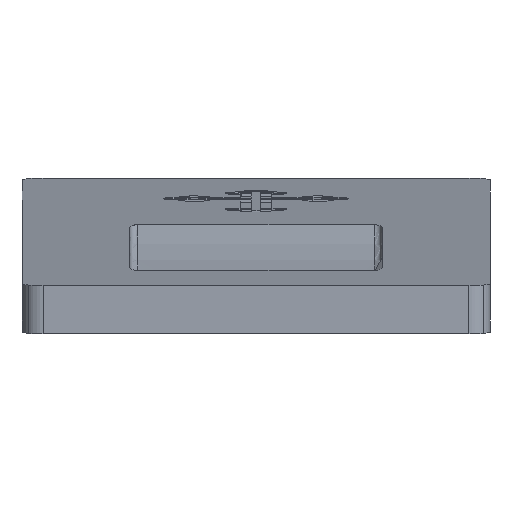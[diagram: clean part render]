
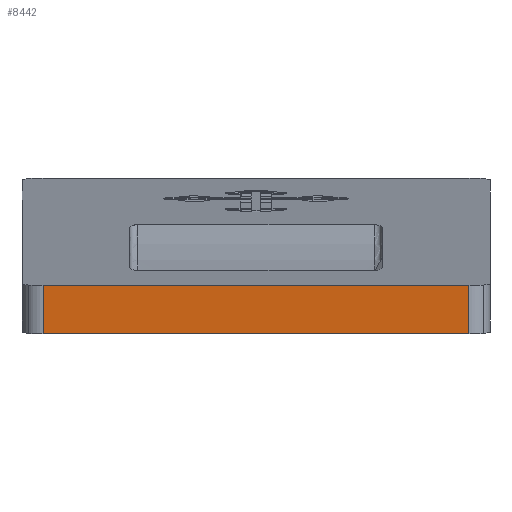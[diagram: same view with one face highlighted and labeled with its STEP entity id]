
A CAD part, front view. The second image highlights one B-rep face of the part: STEP entity #8442.
In plain terms, the highlighted planar face has unit normal (0, -0.996, -0.087).
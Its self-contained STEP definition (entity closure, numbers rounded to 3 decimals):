
#95 = EDGE_LOOP ( 'NONE', ( #26159, #23512, #20057, #23907 ) ) ;
#1160 = CARTESIAN_POINT ( 'NONE',  ( 303.9, -139.952, 38.964 ) ) ;
#2110 = CARTESIAN_POINT ( 'NONE',  ( 277.581, -139.69, 35.975 ) ) ;
#3821 = CARTESIAN_POINT ( 'NONE',  ( 277.825, -139.69, 35.975 ) ) ;
#4726 = CARTESIAN_POINT ( 'NONE',  ( 277.581, -139.952, 38.964 ) ) ;
#4884 = CARTESIAN_POINT ( 'NONE',  ( 277.581, -139.864, 37.968 ) ) ;
#7271 = VERTEX_POINT ( 'NONE', #18256 ) ;
#8373 = VECTOR ( 'NONE', #10022, 1000. ) ;
#8442 = ADVANCED_FACE ( 'NONE', ( #13304 ), #9387, .T. ) ;
#9264 = DIRECTION ( 'NONE',  ( 0., -0.996, -0.087 ) ) ;
#9387 = PLANE ( 'NONE',  #24156 ) ;
#10022 = DIRECTION ( 'NONE',  ( -1., 0., 0. ) ) ;
#11070 = DIRECTION ( 'NONE',  ( 0., -0.087, 0.996 ) ) ;
#12017 = EDGE_CURVE ( 'NONE', #17518, #7271, #19365, .T. ) ;
#12424 = EDGE_CURVE ( 'NONE', #19436, #17518, #13506, .T. ) ;
#13284 = EDGE_CURVE ( 'NONE', #7271, #16984, #13582, .T. ) ;
#13304 = FACE_OUTER_BOUND ( 'NONE', #95, .T. ) ;
#13506 = LINE ( 'NONE', #4884, #16158 ) ;
#13582 = LINE ( 'NONE', #1160, #15319 ) ;
#15319 = VECTOR ( 'NONE', #17889, 1000. ) ;
#16158 = VECTOR ( 'NONE', #11070, 1000. ) ;
#16984 = VERTEX_POINT ( 'NONE', #22591 ) ;
#17193 = CARTESIAN_POINT ( 'NONE',  ( 277.825, -139.952, 38.964 ) ) ;
#17486 = CARTESIAN_POINT ( 'NONE',  ( 304.075, -139.952, 38.964 ) ) ;
#17518 = VERTEX_POINT ( 'NONE', #4726 ) ;
#17889 = DIRECTION ( 'NONE',  ( 0., 0.087, -0.996 ) ) ;
#18256 = CARTESIAN_POINT ( 'NONE',  ( 303.9, -139.952, 38.964 ) ) ;
#19365 = LINE ( 'NONE', #17193, #24343 ) ;
#19436 = VERTEX_POINT ( 'NONE', #2110 ) ;
#20057 = ORIENTED_EDGE ( 'NONE', *, *, #24809, .F. ) ;
#21395 = DIRECTION ( 'NONE',  ( 1., 0., 0. ) ) ;
#22591 = CARTESIAN_POINT ( 'NONE',  ( 303.9, -139.69, 35.975 ) ) ;
#23512 = ORIENTED_EDGE ( 'NONE', *, *, #12424, .F. ) ;
#23842 = DIRECTION ( 'NONE',  ( 0., 0.087, -0.996 ) ) ;
#23907 = ORIENTED_EDGE ( 'NONE', *, *, #13284, .F. ) ;
#24156 = AXIS2_PLACEMENT_3D ( 'NONE', #17486, #9264, #23842 ) ;
#24343 = VECTOR ( 'NONE', #21395, 1000. ) ;
#24809 = EDGE_CURVE ( 'NONE', #16984, #19436, #26204, .T. ) ;
#26159 = ORIENTED_EDGE ( 'NONE', *, *, #12017, .F. ) ;
#26204 = LINE ( 'NONE', #3821, #8373 ) ;
